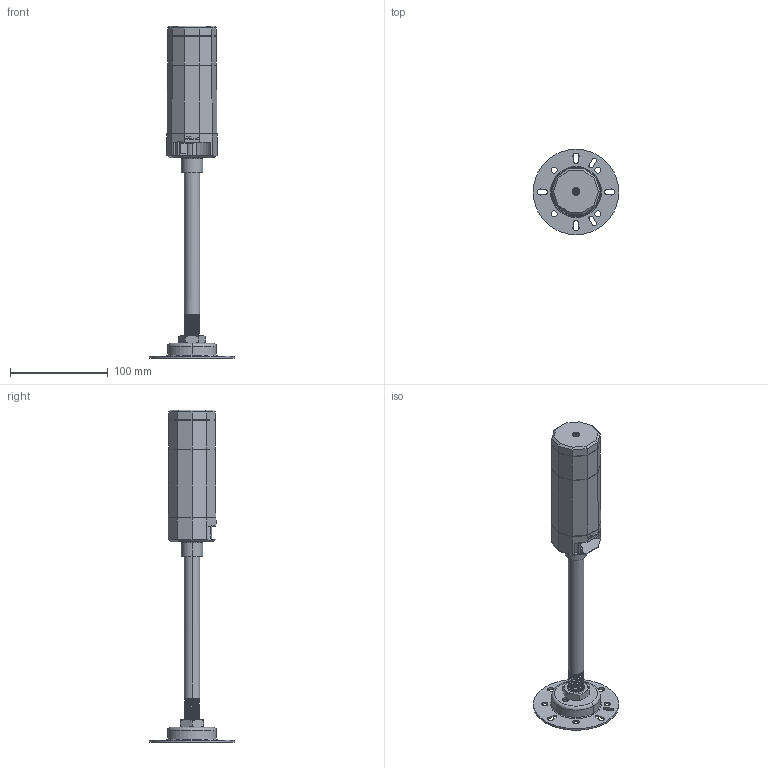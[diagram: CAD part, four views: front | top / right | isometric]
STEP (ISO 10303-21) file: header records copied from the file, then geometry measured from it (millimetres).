
FILE_DESCRIPTION (( 'STEP AP203' ), '1' );
FILE_NAME ('NLA50DC-1B4DZ SERIES.STEP', '2026-03-09T03:01:54', ( '' ), ( '' ), 'SwSTEP 2.0', 'SolidWorks 2021', '' );
FILE_SCHEMA (( 'CONFIG_CONTROL_DESIGN' ));
Length unit declared in the file: millimetre
Products named in the file (1): NLA50DC-1B4DZ SERIES
Bounding box: 87.5 x 87.5 x 340 mm (x, y, z)
Volume: 282477.2 mm3; surface area: 77913.9 mm2
Topology: 17 solids, 17 shells, 528 faces, 1371 edges, 894 vertices
Faces by surface type: plane 284, cylinder 169, cone 28, bspline 25, torus 12, sphere 10
Entity records: 22298 total; most frequent: CARTESIAN_POINT 9387, ORIENTED_EDGE 2742, DIRECTION 2569, EDGE_CURVE 1371, AXIS2_PLACEMENT_3D 895, VERTEX_POINT 894, LINE 779, VECTOR 779
